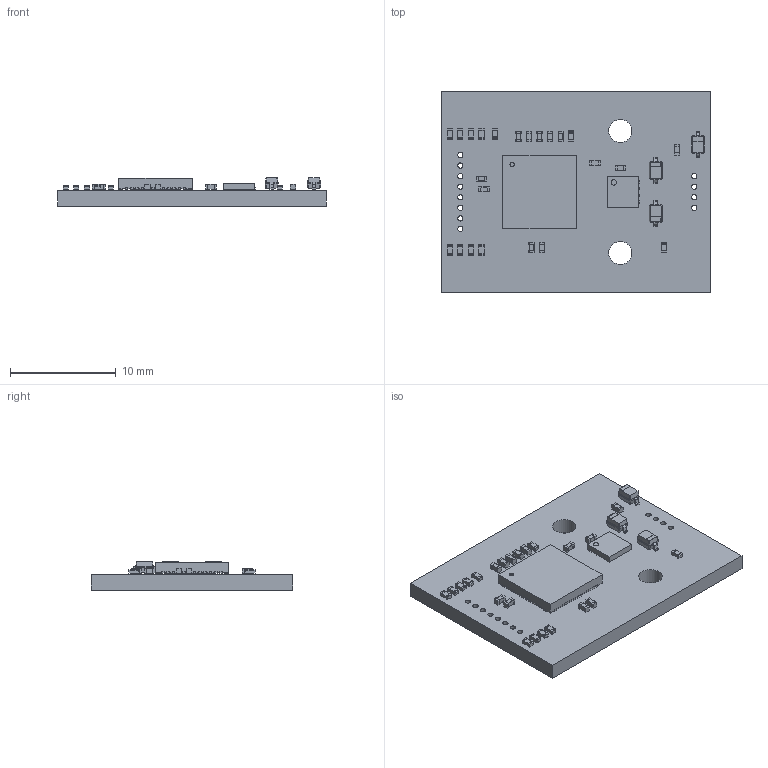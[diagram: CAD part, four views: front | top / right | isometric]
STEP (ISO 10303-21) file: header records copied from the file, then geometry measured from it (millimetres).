
FILE_DESCRIPTION(('KiCad electronic assembly'),'2;1');
FILE_NAME('can-module.step','2025-10-20T13:08:06',('Pcbnew'),('Kicad'), 'Open CASCADE STEP processor 7.6','KiCad to STEP converter','Unknown' );
FILE_SCHEMA(('AUTOMOTIVE_DESIGN { 1 0 10303 214 1 1 1 1 }'));
Length unit declared in the file: millimetre
Products named in the file (7): can-module 1; D_SOD-323; C_0402_1005Metric; DFN-8-1EP_3x3mm_P0.65mm_EP1.5x2.25mm; R_0402_1005Metric; VQFN-48-1EP_7x7mm_P0.5mm_EP4.1x4.1mm; can-module_PCB
Assembly tree (29 placements, depth 2):
  can-module 1
    D_SOD-323  x3
    C_0402_1005Metric  x12
    DFN-8-1EP_3x3mm_P0.65mm_EP1.5x2.25mm
    R_0402_1005Metric  x11
    VQFN-48-1EP_7x7mm_P0.5mm_EP4.1x4.1mm
    can-module_PCB
Bounding box: 25.4 x 19.05 x 2.71 mm (x, y, z)
Volume: 780.7 mm3; surface area: 1369.6 mm2
Topology: 29 solids, 29 shells, 1183 faces, 3178 edges, 2084 vertices
Faces by surface type: plane 863, cylinder 272, bspline 48
Full cylindrical faces by diameter (mm): 0.4 x1, 0.5 x13, 2.2 x2
Entity records: 16173 total; most frequent: CARTESIAN_POINT 2941, ORIENTED_EDGE 2820, DIRECTION 2496, EDGE_CURVE 1410, LINE 1298, VECTOR 1298, VERTEX_POINT 932, AXIS2_PLACEMENT_3D 599
